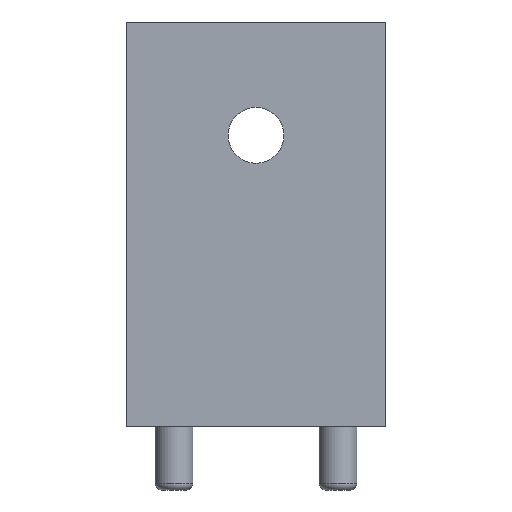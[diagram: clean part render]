
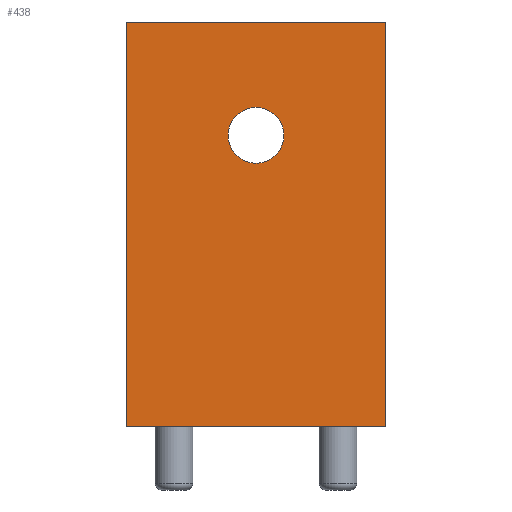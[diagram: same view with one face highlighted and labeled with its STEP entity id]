
A CAD part, front view. The second image highlights one B-rep face of the part: STEP entity #438.
In plain terms, the highlighted planar face has unit normal (0, -1, 0).
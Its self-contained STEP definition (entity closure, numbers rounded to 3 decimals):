
#94 = EDGE_CURVE('',#95,#97,#99,.T.);
#95 = VERTEX_POINT('',#96);
#96 = CARTESIAN_POINT('',(-8.13,0.,0.));
#97 = VERTEX_POINT('',#98);
#98 = CARTESIAN_POINT('',(-8.13,0.,25.4));
#99 = LINE('',#100,#101);
#100 = CARTESIAN_POINT('',(-8.13,0.,0.));
#101 = VECTOR('',#102,1.);
#102 = DIRECTION('',(0.,0.,1.));
#253 = VERTEX_POINT('',#254);
#254 = CARTESIAN_POINT('',(8.13,0.,0.));
#260 = EDGE_CURVE('',#253,#95,#261,.T.);
#261 = LINE('',#262,#263);
#262 = CARTESIAN_POINT('',(8.13,0.,0.));
#263 = VECTOR('',#264,1.);
#264 = DIRECTION('',(-1.,-0.,-0.));
#277 = EDGE_CURVE('',#97,#278,#280,.T.);
#278 = VERTEX_POINT('',#279);
#279 = CARTESIAN_POINT('',(8.13,0.,25.4));
#280 = LINE('',#281,#282);
#281 = CARTESIAN_POINT('',(-8.13,0.,25.4));
#282 = VECTOR('',#283,1.);
#283 = DIRECTION('',(1.,0.,0.));
#438 = ADVANCED_FACE('',(#439,#450),#461,.T.);
#439 = FACE_BOUND('',#440,.T.);
#440 = EDGE_LOOP('',(#441,#442,#443,#449));
#441 = ORIENTED_EDGE('',*,*,#94,.F.);
#442 = ORIENTED_EDGE('',*,*,#260,.F.);
#443 = ORIENTED_EDGE('',*,*,#444,.T.);
#444 = EDGE_CURVE('',#253,#278,#445,.T.);
#445 = LINE('',#446,#447);
#446 = CARTESIAN_POINT('',(8.13,0.,0.));
#447 = VECTOR('',#448,1.);
#448 = DIRECTION('',(0.,0.,1.));
#449 = ORIENTED_EDGE('',*,*,#277,.F.);
#450 = FACE_BOUND('',#451,.T.);
#451 = EDGE_LOOP('',(#452));
#452 = ORIENTED_EDGE('',*,*,#453,.F.);
#453 = EDGE_CURVE('',#454,#454,#456,.T.);
#454 = VERTEX_POINT('',#455);
#455 = CARTESIAN_POINT('',(1.75,0.,18.29));
#456 = CIRCLE('',#457,1.75);
#457 = AXIS2_PLACEMENT_3D('',#458,#459,#460);
#458 = CARTESIAN_POINT('',(0.,0.,18.29));
#459 = DIRECTION('',(0.,-1.,0.));
#460 = DIRECTION('',(1.,0.,0.));
#461 = PLANE('',#462);
#462 = AXIS2_PLACEMENT_3D('',#463,#464,#465);
#463 = CARTESIAN_POINT('',(0.,0.,12.7));
#464 = DIRECTION('',(-0.,-1.,-0.));
#465 = DIRECTION('',(0.,0.,-1.));
